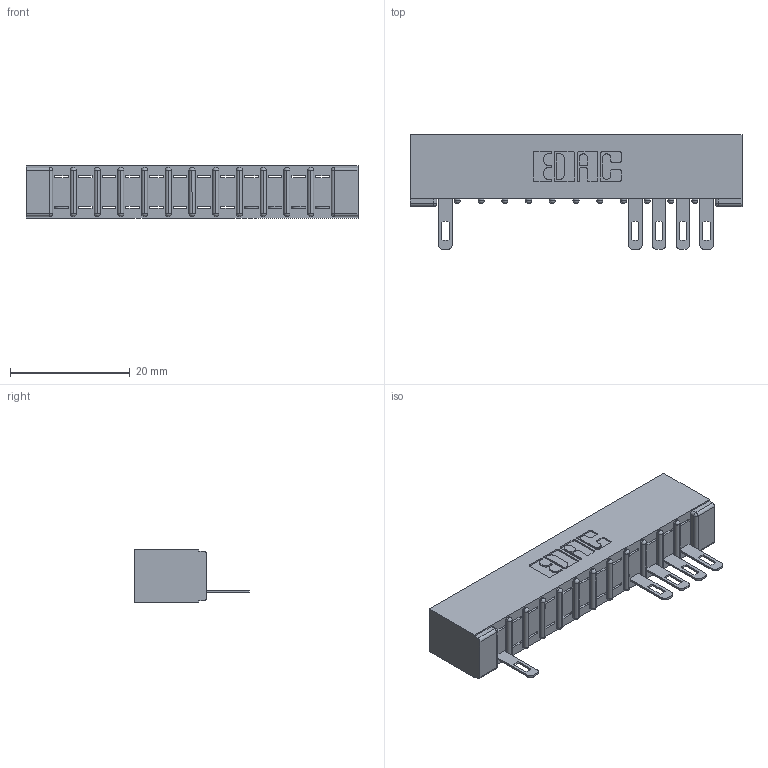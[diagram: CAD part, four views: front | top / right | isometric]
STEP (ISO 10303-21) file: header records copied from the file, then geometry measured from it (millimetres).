
FILE_DESCRIPTION (( 'STEP AP203' ), '1' );
FILE_NAME ('357-012-505-101.STEP', '2018-08-07T11:40:06', ( '' ), ( '' ), 'SwSTEP 2.0', 'SolidWorks 2016', '' );
FILE_SCHEMA (( 'CONFIG_CONTROL_DESIGN' ));
Length unit declared in the file: inch
Products named in the file (3): 307 Part_No Mounting Lugs; 307-290-001_505; 357-012-505-101
Assembly tree (6 placements, depth 2):
  357-012-505-101
    307 Part_No Mounting Lugs
    307-290-001_505  x5
Bounding box: 55.42 x 19.18 x 8.71 mm (x, y, z)
Volume: 3628 mm3; surface area: 4985.4 mm2
Topology: 6 solids, 6 shells, 543 faces, 1557 edges, 994 vertices
Faces by surface type: plane 330, cylinder 187, sphere 26
Entity records: 13458 total; most frequent: CARTESIAN_POINT 2285, ORIENTED_EDGE 2278, DIRECTION 2233, EDGE_CURVE 1139, VECTOR 861, LINE 861, VERTEX_POINT 738, AXIS2_PLACEMENT_3D 686
